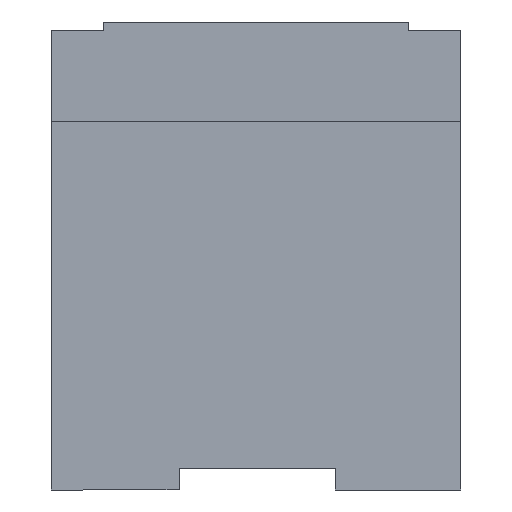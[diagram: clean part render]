
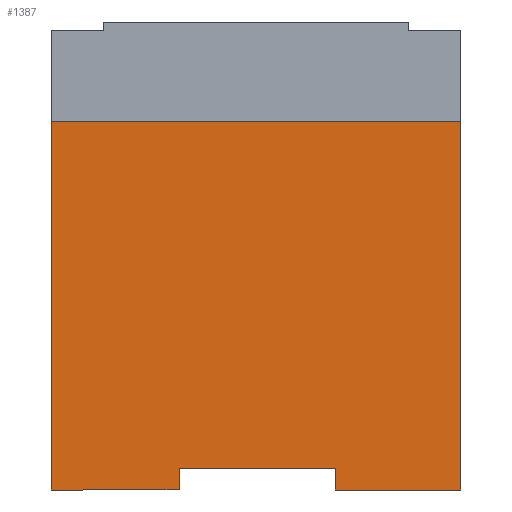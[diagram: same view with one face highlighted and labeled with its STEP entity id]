
A CAD part, left-side view. The second image highlights one B-rep face of the part: STEP entity #1387.
In plain terms, the highlighted planar face has unit normal (-1, 0, 0).
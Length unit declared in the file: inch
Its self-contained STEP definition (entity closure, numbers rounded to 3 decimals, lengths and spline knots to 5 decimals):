
#31 = DIRECTION ( 'NONE',  ( 0., 0., -1. ) ) ;
#39 = CARTESIAN_POINT ( 'NONE',  ( -0.69882, -0.7185, -2.12598 ) ) ;
#74 = EDGE_CURVE ( 'NONE', #190, #709, #298, .T. ) ;
#96 = DIRECTION ( 'NONE',  ( 0., 0., -1. ) ) ;
#115 = LINE ( 'NONE', #1371, #1401 ) ;
#116 = ORIENTED_EDGE ( 'NONE', *, *, #1216, .T. ) ;
#128 = EDGE_CURVE ( 'NONE', #1070, #751, #115, .T. ) ;
#176 = VECTOR ( 'NONE', #371, 39.37008 ) ;
#183 = EDGE_LOOP ( 'NONE', ( #1212, #1106, #951, #1362, #116, #1218, #295, #1114 ) ) ;
#190 = VERTEX_POINT ( 'NONE', #39 ) ;
#198 = LINE ( 'NONE', #639, #224 ) ;
#211 = CARTESIAN_POINT ( 'NONE',  ( -0.69882, 0., -2.12598 ) ) ;
#224 = VECTOR ( 'NONE', #96, 39.37008 ) ;
#232 = DIRECTION ( 'NONE',  ( 0., -1., 0. ) ) ;
#241 = LINE ( 'NONE', #554, #1098 ) ;
#245 = VECTOR ( 'NONE', #300, 39.37008 ) ;
#295 = ORIENTED_EDGE ( 'NONE', *, *, #128, .T. ) ;
#298 = LINE ( 'NONE', #211, #572 ) ;
#300 = DIRECTION ( 'NONE',  ( 0., -1., 0. ) ) ;
#315 = CARTESIAN_POINT ( 'NONE',  ( -0.69882, -1.86024, 1.22047 ) ) ;
#349 = LINE ( 'NONE', #442, #1120 ) ;
#371 = DIRECTION ( 'NONE',  ( 0., 0., 1. ) ) ;
#408 = CARTESIAN_POINT ( 'NONE',  ( -0.69882, -1.86024, 0. ) ) ;
#442 = CARTESIAN_POINT ( 'NONE',  ( -0.69882, 1.86024, 0. ) ) ;
#454 = VECTOR ( 'NONE', #616, 39.37008 ) ;
#458 = VERTEX_POINT ( 'NONE', #315 ) ;
#483 = CARTESIAN_POINT ( 'NONE',  ( -0.69882, 1.86024, 1.22047 ) ) ;
#554 = CARTESIAN_POINT ( 'NONE',  ( -0.69882, 0., 1.22047 ) ) ;
#560 = EDGE_CURVE ( 'NONE', #458, #1094, #241, .T. ) ;
#565 = VERTEX_POINT ( 'NONE', #576 ) ;
#572 = VECTOR ( 'NONE', #1211, 39.37008 ) ;
#576 = CARTESIAN_POINT ( 'NONE',  ( -0.69882, 0.69882, -2.12598 ) ) ;
#587 = EDGE_CURVE ( 'NONE', #1094, #1133, #349, .T. ) ;
#598 = DIRECTION ( 'NONE',  ( 0., 0., 1. ) ) ;
#616 = DIRECTION ( 'NONE',  ( 0., 0., 1. ) ) ;
#639 = CARTESIAN_POINT ( 'NONE',  ( -0.69882, -0.7185, 0. ) ) ;
#683 = AXIS2_PLACEMENT_3D ( 'NONE', #829, #1392, #598 ) ;
#709 = VERTEX_POINT ( 'NONE', #927 ) ;
#751 = VERTEX_POINT ( 'NONE', #1157 ) ;
#768 = DIRECTION ( 'NONE',  ( 0., 1., 0. ) ) ;
#829 = CARTESIAN_POINT ( 'NONE',  ( -0.69882, 0., 0. ) ) ;
#841 = EDGE_CURVE ( 'NONE', #565, #1070, #1026, .T. ) ;
#849 = LINE ( 'NONE', #408, #454 ) ;
#927 = CARTESIAN_POINT ( 'NONE',  ( -0.69882, -1.86024, -2.12598 ) ) ;
#939 = FACE_OUTER_BOUND ( 'NONE', #183, .T. ) ;
#951 = ORIENTED_EDGE ( 'NONE', *, *, #560, .T. ) ;
#1026 = LINE ( 'NONE', #1378, #176 ) ;
#1070 = VERTEX_POINT ( 'NONE', #1132 ) ;
#1094 = VERTEX_POINT ( 'NONE', #483 ) ;
#1098 = VECTOR ( 'NONE', #768, 39.37008 ) ;
#1106 = ORIENTED_EDGE ( 'NONE', *, *, #1200, .T. ) ;
#1114 = ORIENTED_EDGE ( 'NONE', *, *, #1290, .T. ) ;
#1120 = VECTOR ( 'NONE', #31, 39.37008 ) ;
#1132 = CARTESIAN_POINT ( 'NONE',  ( -0.69882, 0.69882, -1.92913 ) ) ;
#1133 = VERTEX_POINT ( 'NONE', #1397 ) ;
#1157 = CARTESIAN_POINT ( 'NONE',  ( -0.69882, -0.7185, -1.92913 ) ) ;
#1200 = EDGE_CURVE ( 'NONE', #709, #458, #849, .T. ) ;
#1211 = DIRECTION ( 'NONE',  ( 0., -1., 0. ) ) ;
#1212 = ORIENTED_EDGE ( 'NONE', *, *, #74, .T. ) ;
#1216 = EDGE_CURVE ( 'NONE', #1133, #565, #1308, .T. ) ;
#1218 = ORIENTED_EDGE ( 'NONE', *, *, #841, .T. ) ;
#1290 = EDGE_CURVE ( 'NONE', #751, #190, #198, .T. ) ;
#1297 = CARTESIAN_POINT ( 'NONE',  ( -0.69882, 0., -2.12598 ) ) ;
#1308 = LINE ( 'NONE', #1297, #245 ) ;
#1362 = ORIENTED_EDGE ( 'NONE', *, *, #587, .T. ) ;
#1371 = CARTESIAN_POINT ( 'NONE',  ( -0.69882, 0., -1.92913 ) ) ;
#1378 = CARTESIAN_POINT ( 'NONE',  ( -0.69882, 0.69882, 0. ) ) ;
#1387 = ADVANCED_FACE ( 'NONE', ( #939 ), #1403, .T. ) ;
#1392 = DIRECTION ( 'NONE',  ( -1., 0., 0. ) ) ;
#1397 = CARTESIAN_POINT ( 'NONE',  ( -0.69882, 1.86024, -2.12598 ) ) ;
#1401 = VECTOR ( 'NONE', #232, 39.37008 ) ;
#1403 = PLANE ( 'NONE',  #683 ) ;
